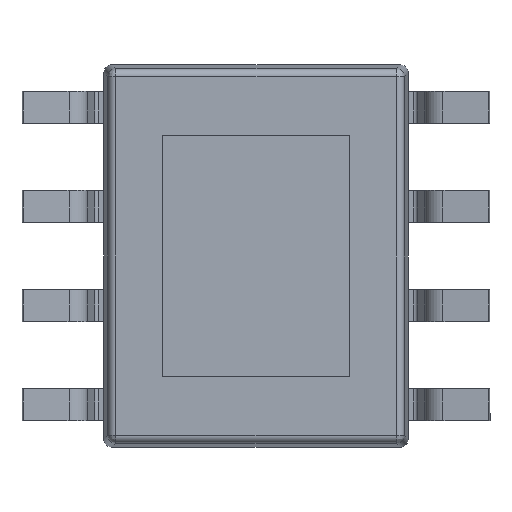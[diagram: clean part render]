
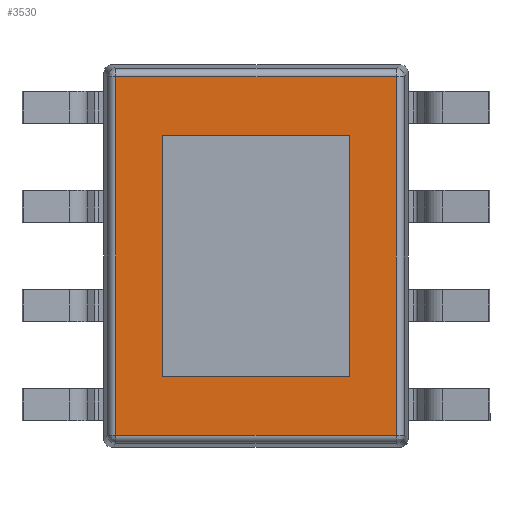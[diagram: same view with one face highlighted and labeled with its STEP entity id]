
A CAD part, front view. The second image highlights one B-rep face of the part: STEP entity #3530.
In plain terms, the highlighted planar face has unit normal (0, -1, 0).
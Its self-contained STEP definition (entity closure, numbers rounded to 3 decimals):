
#8 = ORIENTED_EDGE ( 'NONE', *, *, #173, .F. ) ;
#67 = VECTOR ( 'NONE', #2071, 1000. ) ;
#95 = CARTESIAN_POINT ( 'NONE',  ( -1.799, 0.15, 2.299 ) ) ;
#122 = VECTOR ( 'NONE', #3231, 1000. ) ;
#155 = VECTOR ( 'NONE', #1671, 1000. ) ;
#161 = VECTOR ( 'NONE', #3539, 1000. ) ;
#173 = EDGE_CURVE ( 'NONE', #2570, #4876, #4752, .T. ) ;
#251 = EDGE_CURVE ( 'NONE', #3444, #1697, #1134, .T. ) ;
#329 = LINE ( 'NONE', #1183, #122 ) ;
#457 = LINE ( 'NONE', #1722, #155 ) ;
#526 = VERTEX_POINT ( 'NONE', #5184 ) ;
#940 = EDGE_CURVE ( 'NONE', #2257, #1697, #457, .T. ) ;
#1036 = CARTESIAN_POINT ( 'NONE',  ( -1.205, 0.15, 1.55 ) ) ;
#1075 = EDGE_LOOP ( 'NONE', ( #1099, #4838, #1790, #8 ) ) ;
#1085 = CARTESIAN_POINT ( 'NONE',  ( -1.205, 0.15, 1.55 ) ) ;
#1099 = ORIENTED_EDGE ( 'NONE', *, *, #2644, .F. ) ;
#1109 = DIRECTION ( 'NONE',  ( -1., 0., 0. ) ) ;
#1134 = LINE ( 'NONE', #1815, #2002 ) ;
#1151 = EDGE_CURVE ( 'NONE', #4963, #526, #4464, .T. ) ;
#1183 = CARTESIAN_POINT ( 'NONE',  ( 0., 0.15, 2.299 ) ) ;
#1215 = DIRECTION ( 'NONE',  ( 0., 0., -1. ) ) ;
#1398 = ORIENTED_EDGE ( 'NONE', *, *, #940, .T. ) ;
#1443 = CARTESIAN_POINT ( 'NONE',  ( -1.205, 0.15, -1.55 ) ) ;
#1570 = CARTESIAN_POINT ( 'NONE',  ( -1.205, 0.15, -1.55 ) ) ;
#1601 = ORIENTED_EDGE ( 'NONE', *, *, #251, .F. ) ;
#1631 = FACE_BOUND ( 'NONE', #1075, .T. ) ;
#1671 = DIRECTION ( 'NONE',  ( 0., 0., -1. ) ) ;
#1697 = VERTEX_POINT ( 'NONE', #2383 ) ;
#1710 = DIRECTION ( 'NONE',  ( -1., 0., 0. ) ) ;
#1722 = CARTESIAN_POINT ( 'NONE',  ( -1.799, 0.15, 0. ) ) ;
#1785 = CARTESIAN_POINT ( 'NONE',  ( 1.799, 0.15, 0. ) ) ;
#1790 = ORIENTED_EDGE ( 'NONE', *, *, #2493, .F. ) ;
#1815 = CARTESIAN_POINT ( 'NONE',  ( 0., 0.15, -2.299 ) ) ;
#2002 = VECTOR ( 'NONE', #1710, 1000. ) ;
#2071 = DIRECTION ( 'NONE',  ( 0., 0., 1. ) ) ;
#2143 = ORIENTED_EDGE ( 'NONE', *, *, #3922, .F. ) ;
#2247 = CARTESIAN_POINT ( 'NONE',  ( 1.799, 0.15, 2.299 ) ) ;
#2257 = VERTEX_POINT ( 'NONE', #95 ) ;
#2383 = CARTESIAN_POINT ( 'NONE',  ( -1.799, 0.15, -2.299 ) ) ;
#2416 = ORIENTED_EDGE ( 'NONE', *, *, #2833, .F. ) ;
#2493 = EDGE_CURVE ( 'NONE', #4876, #4963, #3506, .T. ) ;
#2570 = VERTEX_POINT ( 'NONE', #3965 ) ;
#2644 = EDGE_CURVE ( 'NONE', #526, #2570, #3280, .T. ) ;
#2833 = EDGE_CURVE ( 'NONE', #4883, #3444, #3870, .T. ) ;
#2843 = CARTESIAN_POINT ( 'NONE',  ( 1.205, 0.15, -1.55 ) ) ;
#3209 = PLANE ( 'NONE',  #5210 ) ;
#3231 = DIRECTION ( 'NONE',  ( 1., 0., 0. ) ) ;
#3280 = LINE ( 'NONE', #2843, #67 ) ;
#3411 = VECTOR ( 'NONE', #1109, 1000. ) ;
#3444 = VERTEX_POINT ( 'NONE', #3493 ) ;
#3493 = CARTESIAN_POINT ( 'NONE',  ( 1.799, 0.15, -2.299 ) ) ;
#3506 = LINE ( 'NONE', #1443, #3849 ) ;
#3530 = ADVANCED_FACE ( 'NONE', ( #1631, #3674 ), #3209, .T. ) ;
#3539 = DIRECTION ( 'NONE',  ( 1., 0., 0. ) ) ;
#3588 = VECTOR ( 'NONE', #3816, 1000. ) ;
#3674 = FACE_OUTER_BOUND ( 'NONE', #4127, .T. ) ;
#3816 = DIRECTION ( 'NONE',  ( 0., 0., -1. ) ) ;
#3849 = VECTOR ( 'NONE', #4362, 1000. ) ;
#3870 = LINE ( 'NONE', #1785, #3588 ) ;
#3922 = EDGE_CURVE ( 'NONE', #2257, #4883, #329, .T. ) ;
#3965 = CARTESIAN_POINT ( 'NONE',  ( 1.205, 0.15, 1.55 ) ) ;
#4035 = CARTESIAN_POINT ( 'NONE',  ( -1.205, 0.15, -1.55 ) ) ;
#4127 = EDGE_LOOP ( 'NONE', ( #2416, #2143, #1398, #1601 ) ) ;
#4362 = DIRECTION ( 'NONE',  ( 0., 0., -1. ) ) ;
#4464 = LINE ( 'NONE', #4035, #161 ) ;
#4752 = LINE ( 'NONE', #1085, #3411 ) ;
#4838 = ORIENTED_EDGE ( 'NONE', *, *, #1151, .F. ) ;
#4876 = VERTEX_POINT ( 'NONE', #1036 ) ;
#4883 = VERTEX_POINT ( 'NONE', #2247 ) ;
#4922 = CARTESIAN_POINT ( 'NONE',  ( 0., 0.15, 0. ) ) ;
#4963 = VERTEX_POINT ( 'NONE', #1570 ) ;
#5184 = CARTESIAN_POINT ( 'NONE',  ( 1.205, 0.15, -1.55 ) ) ;
#5210 = AXIS2_PLACEMENT_3D ( 'NONE', #4922, #5311, #1215 ) ;
#5311 = DIRECTION ( 'NONE',  ( 0., -1., 0. ) ) ;
